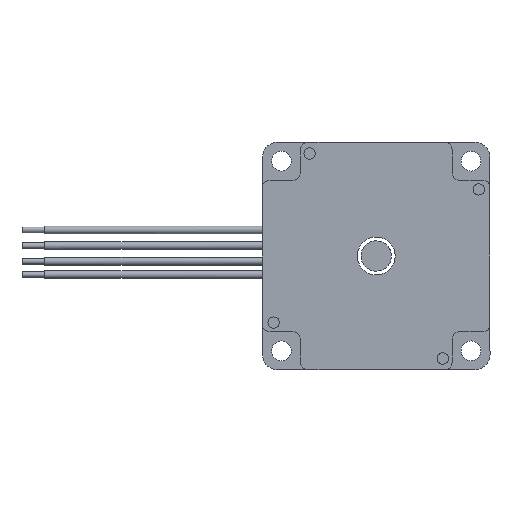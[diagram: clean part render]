
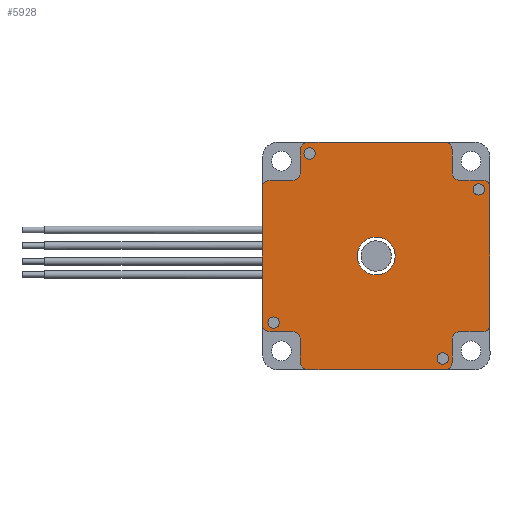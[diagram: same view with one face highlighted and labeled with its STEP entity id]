
A CAD part, left-side view. The second image highlights one B-rep face of the part: STEP entity #5928.
In plain terms, the highlighted face is planar.
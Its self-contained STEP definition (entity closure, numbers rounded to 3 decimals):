
#358=FACE_BOUND('',#921,.T.);
#359=FACE_BOUND('',#922,.T.);
#360=FACE_BOUND('',#923,.T.);
#361=FACE_BOUND('',#924,.T.);
#362=FACE_BOUND('',#925,.T.);
#549=FACE_OUTER_BOUND('',#920,.T.);
#920=EDGE_LOOP('',(#4693,#4694,#4695,#4696,#4697,#4698,#4699,#4700,#4701,
#4702,#4703,#4704,#4705,#4706,#4707,#4708,#4709,#4710,#4711,#4712,#4713,
#4714,#4715,#4716));
#921=EDGE_LOOP('',(#4717));
#922=EDGE_LOOP('',(#4718));
#923=EDGE_LOOP('',(#4719));
#924=EDGE_LOOP('',(#4720));
#925=EDGE_LOOP('',(#4721));
#1444=LINE('',#9224,#2012);
#1449=LINE('',#9238,#2017);
#1455=LINE('',#9250,#2023);
#1458=LINE('',#9258,#2026);
#1479=LINE('',#9322,#2047);
#1480=LINE('',#9326,#2048);
#1481=LINE('',#9331,#2049);
#1482=LINE('',#9335,#2050);
#1483=LINE('',#9340,#2051);
#1484=LINE('',#9344,#2052);
#1485=LINE('',#9349,#2053);
#1486=LINE('',#9353,#2054);
#2012=VECTOR('',#7438,36.);
#2017=VECTOR('',#7447,36.);
#2023=VECTOR('',#7455,36.);
#2026=VECTOR('',#7460,36.);
#2047=VECTOR('',#7511,6.);
#2048=VECTOR('',#7514,6.);
#2049=VECTOR('',#7519,6.);
#2050=VECTOR('',#7522,6.);
#2051=VECTOR('',#7527,6.);
#2052=VECTOR('',#7530,6.);
#2053=VECTOR('',#7535,6.);
#2054=VECTOR('',#7538,6.);
#2369=CIRCLE('',#6318,1.5);
#2371=CIRCLE('',#6321,1.5);
#2373=CIRCLE('',#6324,1.5);
#2375=CIRCLE('',#6327,1.5);
#2383=CIRCLE('',#6340,5.);
#2400=CIRCLE('',#6366,2.);
#2401=CIRCLE('',#6367,2.);
#2402=CIRCLE('',#6368,2.);
#2403=CIRCLE('',#6369,2.);
#2404=CIRCLE('',#6370,2.);
#2405=CIRCLE('',#6371,2.);
#2406=CIRCLE('',#6372,2.);
#2407=CIRCLE('',#6373,2.);
#2408=CIRCLE('',#6374,2.);
#2409=CIRCLE('',#6375,2.);
#2410=CIRCLE('',#6376,2.);
#2411=CIRCLE('',#6377,2.);
#2770=VERTEX_POINT('',#9145);
#2772=VERTEX_POINT('',#9150);
#2774=VERTEX_POINT('',#9155);
#2776=VERTEX_POINT('',#9160);
#2784=VERTEX_POINT('',#9181);
#2800=VERTEX_POINT('',#9217);
#2803=VERTEX_POINT('',#9222);
#2809=VERTEX_POINT('',#9235);
#2810=VERTEX_POINT('',#9237);
#2812=VERTEX_POINT('',#9243);
#2815=VERTEX_POINT('',#9248);
#2818=VERTEX_POINT('',#9255);
#2819=VERTEX_POINT('',#9257);
#2846=VERTEX_POINT('',#9319);
#2847=VERTEX_POINT('',#9321);
#2848=VERTEX_POINT('',#9323);
#2849=VERTEX_POINT('',#9325);
#2850=VERTEX_POINT('',#9328);
#2851=VERTEX_POINT('',#9330);
#2852=VERTEX_POINT('',#9332);
#2853=VERTEX_POINT('',#9334);
#2854=VERTEX_POINT('',#9337);
#2855=VERTEX_POINT('',#9339);
#2856=VERTEX_POINT('',#9341);
#2857=VERTEX_POINT('',#9343);
#2858=VERTEX_POINT('',#9346);
#2859=VERTEX_POINT('',#9348);
#2860=VERTEX_POINT('',#9350);
#2861=VERTEX_POINT('',#9352);
#3439=EDGE_CURVE('',#2770,#2770,#2369,.T.);
#3441=EDGE_CURVE('',#2772,#2772,#2371,.T.);
#3443=EDGE_CURVE('',#2774,#2774,#2373,.T.);
#3445=EDGE_CURVE('',#2776,#2776,#2375,.T.);
#3453=EDGE_CURVE('',#2784,#2784,#2383,.T.);
#3472=EDGE_CURVE('',#2803,#2800,#1444,.T.);
#3478=EDGE_CURVE('',#2809,#2810,#1449,.T.);
#3484=EDGE_CURVE('',#2815,#2812,#1455,.T.);
#3487=EDGE_CURVE('',#2818,#2819,#1458,.T.);
#3520=EDGE_CURVE('',#2846,#2818,#2400,.T.);
#3521=EDGE_CURVE('',#2847,#2846,#1479,.T.);
#3522=EDGE_CURVE('',#2848,#2847,#2401,.T.);
#3523=EDGE_CURVE('',#2849,#2848,#1480,.T.);
#3524=EDGE_CURVE('',#2800,#2849,#2402,.T.);
#3525=EDGE_CURVE('',#2850,#2803,#2403,.T.);
#3526=EDGE_CURVE('',#2851,#2850,#1481,.T.);
#3527=EDGE_CURVE('',#2852,#2851,#2404,.T.);
#3528=EDGE_CURVE('',#2853,#2852,#1482,.T.);
#3529=EDGE_CURVE('',#2810,#2853,#2405,.T.);
#3530=EDGE_CURVE('',#2854,#2809,#2406,.T.);
#3531=EDGE_CURVE('',#2855,#2854,#1483,.T.);
#3532=EDGE_CURVE('',#2856,#2855,#2407,.T.);
#3533=EDGE_CURVE('',#2857,#2856,#1484,.T.);
#3534=EDGE_CURVE('',#2812,#2857,#2408,.T.);
#3535=EDGE_CURVE('',#2858,#2815,#2409,.T.);
#3536=EDGE_CURVE('',#2859,#2858,#1485,.T.);
#3537=EDGE_CURVE('',#2860,#2859,#2410,.T.);
#3538=EDGE_CURVE('',#2861,#2860,#1486,.T.);
#3539=EDGE_CURVE('',#2819,#2861,#2411,.T.);
#4693=ORIENTED_EDGE('',*,*,#3520,.F.);
#4694=ORIENTED_EDGE('',*,*,#3521,.F.);
#4695=ORIENTED_EDGE('',*,*,#3522,.F.);
#4696=ORIENTED_EDGE('',*,*,#3523,.F.);
#4697=ORIENTED_EDGE('',*,*,#3524,.F.);
#4698=ORIENTED_EDGE('',*,*,#3472,.F.);
#4699=ORIENTED_EDGE('',*,*,#3525,.F.);
#4700=ORIENTED_EDGE('',*,*,#3526,.F.);
#4701=ORIENTED_EDGE('',*,*,#3527,.F.);
#4702=ORIENTED_EDGE('',*,*,#3528,.F.);
#4703=ORIENTED_EDGE('',*,*,#3529,.F.);
#4704=ORIENTED_EDGE('',*,*,#3478,.F.);
#4705=ORIENTED_EDGE('',*,*,#3530,.F.);
#4706=ORIENTED_EDGE('',*,*,#3531,.F.);
#4707=ORIENTED_EDGE('',*,*,#3532,.F.);
#4708=ORIENTED_EDGE('',*,*,#3533,.F.);
#4709=ORIENTED_EDGE('',*,*,#3534,.F.);
#4710=ORIENTED_EDGE('',*,*,#3484,.F.);
#4711=ORIENTED_EDGE('',*,*,#3535,.F.);
#4712=ORIENTED_EDGE('',*,*,#3536,.F.);
#4713=ORIENTED_EDGE('',*,*,#3537,.F.);
#4714=ORIENTED_EDGE('',*,*,#3538,.F.);
#4715=ORIENTED_EDGE('',*,*,#3539,.F.);
#4716=ORIENTED_EDGE('',*,*,#3487,.F.);
#4717=ORIENTED_EDGE('',*,*,#3453,.F.);
#4718=ORIENTED_EDGE('',*,*,#3439,.F.);
#4719=ORIENTED_EDGE('',*,*,#3441,.F.);
#4720=ORIENTED_EDGE('',*,*,#3443,.F.);
#4721=ORIENTED_EDGE('',*,*,#3445,.F.);
#5684=PLANE('',#6365);
#5928=ADVANCED_FACE('',(#549,#358,#359,#360,#361,#362),#5684,.T.);
#6318=AXIS2_PLACEMENT_3D('',#9146,#7363,#7364);
#6321=AXIS2_PLACEMENT_3D('',#9151,#7369,#7370);
#6324=AXIS2_PLACEMENT_3D('',#9156,#7375,#7376);
#6327=AXIS2_PLACEMENT_3D('',#9161,#7381,#7382);
#6340=AXIS2_PLACEMENT_3D('',#9182,#7407,#7408);
#6365=AXIS2_PLACEMENT_3D('',#9318,#7507,#7508);
#6366=AXIS2_PLACEMENT_3D('',#9320,#7509,#7510);
#6367=AXIS2_PLACEMENT_3D('',#9324,#7512,#7513);
#6368=AXIS2_PLACEMENT_3D('',#9327,#7515,#7516);
#6369=AXIS2_PLACEMENT_3D('',#9329,#7517,#7518);
#6370=AXIS2_PLACEMENT_3D('',#9333,#7520,#7521);
#6371=AXIS2_PLACEMENT_3D('',#9336,#7523,#7524);
#6372=AXIS2_PLACEMENT_3D('',#9338,#7525,#7526);
#6373=AXIS2_PLACEMENT_3D('',#9342,#7528,#7529);
#6374=AXIS2_PLACEMENT_3D('',#9345,#7531,#7532);
#6375=AXIS2_PLACEMENT_3D('',#9347,#7533,#7534);
#6376=AXIS2_PLACEMENT_3D('',#9351,#7536,#7537);
#6377=AXIS2_PLACEMENT_3D('',#9354,#7539,#7540);
#7363=DIRECTION('center_axis',(0.,-1.,0.));
#7364=DIRECTION('ref_axis',(0.,0.,-1.));
#7369=DIRECTION('center_axis',(0.,-1.,0.));
#7370=DIRECTION('ref_axis',(0.,0.,-1.));
#7375=DIRECTION('center_axis',(0.,-1.,0.));
#7376=DIRECTION('ref_axis',(0.,0.,-1.));
#7381=DIRECTION('center_axis',(0.,-1.,0.));
#7382=DIRECTION('ref_axis',(0.,0.,-1.));
#7407=DIRECTION('center_axis',(0.,-1.,0.));
#7408=DIRECTION('ref_axis',(0.,0.,-1.));
#7438=DIRECTION('',(0.,0.,-1.));
#7447=DIRECTION('',(1.,0.,0.));
#7455=DIRECTION('',(0.,0.,1.));
#7460=DIRECTION('',(-1.,0.,0.));
#7507=DIRECTION('center_axis',(0.,-1.,0.));
#7508=DIRECTION('ref_axis',(0.,0.,-1.));
#7509=DIRECTION('center_axis',(0.,1.,0.));
#7510=DIRECTION('ref_axis',(1.,0.,0.));
#7511=DIRECTION('',(0.,0.,-1.));
#7512=DIRECTION('center_axis',(0.,-1.,0.));
#7513=DIRECTION('ref_axis',(1.,0.,0.));
#7514=DIRECTION('',(-1.,0.,0.));
#7515=DIRECTION('center_axis',(0.,1.,0.));
#7516=DIRECTION('ref_axis',(1.,0.,0.));
#7517=DIRECTION('center_axis',(0.,1.,0.));
#7518=DIRECTION('ref_axis',(0.,0.,1.));
#7519=DIRECTION('',(1.,0.,0.));
#7520=DIRECTION('center_axis',(0.,-1.,0.));
#7521=DIRECTION('ref_axis',(0.,0.,1.));
#7522=DIRECTION('',(0.,0.,-1.));
#7523=DIRECTION('center_axis',(0.,1.,0.));
#7524=DIRECTION('ref_axis',(0.,0.,1.));
#7525=DIRECTION('center_axis',(0.,1.,0.));
#7526=DIRECTION('ref_axis',(-1.,0.,0.));
#7527=DIRECTION('',(0.,0.,1.));
#7528=DIRECTION('center_axis',(0.,-1.,0.));
#7529=DIRECTION('ref_axis',(-1.,0.,0.));
#7530=DIRECTION('',(1.,0.,0.));
#7531=DIRECTION('center_axis',(0.,1.,0.));
#7532=DIRECTION('ref_axis',(-1.,0.,0.));
#7533=DIRECTION('center_axis',(0.,1.,0.));
#7534=DIRECTION('ref_axis',(0.,0.,-1.));
#7535=DIRECTION('',(-1.,0.,0.));
#7536=DIRECTION('center_axis',(0.,-1.,0.));
#7537=DIRECTION('ref_axis',(0.,0.,-1.));
#7538=DIRECTION('',(0.,0.,1.));
#7539=DIRECTION('center_axis',(0.,1.,0.));
#7540=DIRECTION('ref_axis',(0.,0.,-1.));
#9145=CARTESIAN_POINT('',(-27.047,0.,-16.065));
#9146=CARTESIAN_POINT('Origin',(-27.047,0.,-17.565));
#9150=CARTESIAN_POINT('',(-17.565,0.,28.547));
#9151=CARTESIAN_POINT('Origin',(-17.565,0.,27.047));
#9155=CARTESIAN_POINT('',(27.047,0.,19.065));
#9156=CARTESIAN_POINT('Origin',(27.047,0.,17.565));
#9160=CARTESIAN_POINT('',(17.565,0.,-25.547));
#9161=CARTESIAN_POINT('Origin',(17.565,0.,-27.047));
#9181=CARTESIAN_POINT('',(0.,0.,5.));
#9182=CARTESIAN_POINT('Origin',(0.,0.,0.));
#9217=CARTESIAN_POINT('',(30.,0.,-18.));
#9222=CARTESIAN_POINT('',(30.,0.,18.));
#9224=CARTESIAN_POINT('',(30.,0.,-26.));
#9235=CARTESIAN_POINT('',(-18.,0.,30.));
#9237=CARTESIAN_POINT('',(18.,0.,30.));
#9238=CARTESIAN_POINT('',(-26.,0.,30.));
#9243=CARTESIAN_POINT('',(-30.,0.,18.));
#9248=CARTESIAN_POINT('',(-30.,0.,-18.));
#9250=CARTESIAN_POINT('',(-30.,0.,-26.));
#9255=CARTESIAN_POINT('',(18.,0.,-30.));
#9257=CARTESIAN_POINT('',(-18.,0.,-30.));
#9258=CARTESIAN_POINT('',(-26.,0.,-30.));
#9318=CARTESIAN_POINT('Origin',(-26.,0.,26.));
#9319=CARTESIAN_POINT('',(20.,0.,-28.));
#9320=CARTESIAN_POINT('Origin',(18.,0.,-28.));
#9321=CARTESIAN_POINT('',(20.,0.,-22.));
#9322=CARTESIAN_POINT('',(20.,0.,-26.));
#9323=CARTESIAN_POINT('',(22.,0.,-20.));
#9324=CARTESIAN_POINT('Origin',(22.,0.,-22.));
#9325=CARTESIAN_POINT('',(28.,0.,-20.));
#9326=CARTESIAN_POINT('',(-26.,0.,-20.));
#9327=CARTESIAN_POINT('Origin',(28.,0.,-18.));
#9328=CARTESIAN_POINT('',(28.,0.,20.));
#9329=CARTESIAN_POINT('Origin',(28.,0.,18.));
#9330=CARTESIAN_POINT('',(22.,0.,20.));
#9331=CARTESIAN_POINT('',(26.,0.,20.));
#9332=CARTESIAN_POINT('',(20.,0.,22.));
#9333=CARTESIAN_POINT('Origin',(22.,0.,22.));
#9334=CARTESIAN_POINT('',(20.,0.,28.));
#9335=CARTESIAN_POINT('',(20.,0.,-26.));
#9336=CARTESIAN_POINT('Origin',(18.,0.,28.));
#9337=CARTESIAN_POINT('',(-20.,0.,28.));
#9338=CARTESIAN_POINT('Origin',(-18.,0.,28.));
#9339=CARTESIAN_POINT('',(-20.,0.,22.));
#9340=CARTESIAN_POINT('',(-20.,0.,26.));
#9341=CARTESIAN_POINT('',(-22.,0.,20.));
#9342=CARTESIAN_POINT('Origin',(-22.,0.,22.));
#9343=CARTESIAN_POINT('',(-28.,0.,20.));
#9344=CARTESIAN_POINT('',(26.,0.,20.));
#9345=CARTESIAN_POINT('Origin',(-28.,0.,18.));
#9346=CARTESIAN_POINT('',(-28.,0.,-20.));
#9347=CARTESIAN_POINT('Origin',(-28.,0.,-18.));
#9348=CARTESIAN_POINT('',(-22.,0.,-20.));
#9349=CARTESIAN_POINT('',(-26.,0.,-20.));
#9350=CARTESIAN_POINT('',(-20.,0.,-22.));
#9351=CARTESIAN_POINT('Origin',(-22.,0.,-22.));
#9352=CARTESIAN_POINT('',(-20.,0.,-28.));
#9353=CARTESIAN_POINT('',(-20.,0.,26.));
#9354=CARTESIAN_POINT('Origin',(-18.,0.,-28.));
